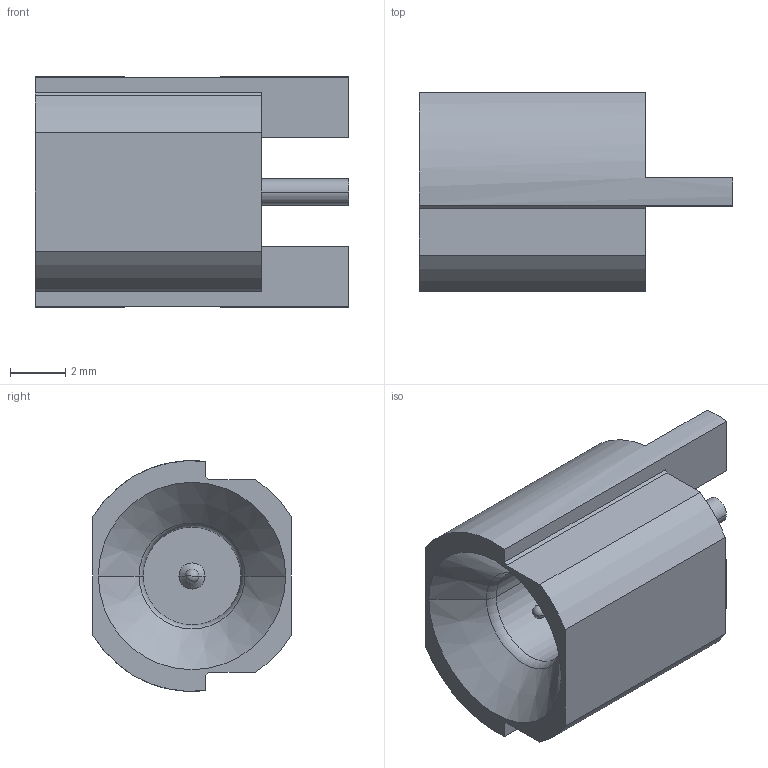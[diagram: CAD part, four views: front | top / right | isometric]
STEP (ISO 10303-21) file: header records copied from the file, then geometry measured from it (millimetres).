
FILE_DESCRIPTION((''),'2;1');
FILE_NAME('920-508J-53P_SW0001','2018-04-27T',('Kaviyarasan'),(''),'CREO PARAMETRIC BY PTC INC, 2017020','CREO PARAMETRIC BY PTC INC, 2017020','');
FILE_SCHEMA(('CONFIG_CONTROL_DESIGN'));
Length unit declared in the file: inch
Products named in the file (1): 920-508J-53P_SW0001
Bounding box: 11.4 x 7.2 x 8.37 mm (x, y, z)
Volume: 362 mm3; surface area: 423.2 mm2
Topology: 1 solids, 1 shells, 36 faces, 88 edges, 55 vertices
Faces by surface type: plane 16, cylinder 12, cone 4, torus 2, sphere 2
Entity records: 1090 total; most frequent: DIRECTION 194, CARTESIAN_POINT 177, ORIENTED_EDGE 172, EDGE_CURVE 86, AXIS2_PLACEMENT_3D 72, VERTEX_POINT 55, VECTOR 50, LINE 50
